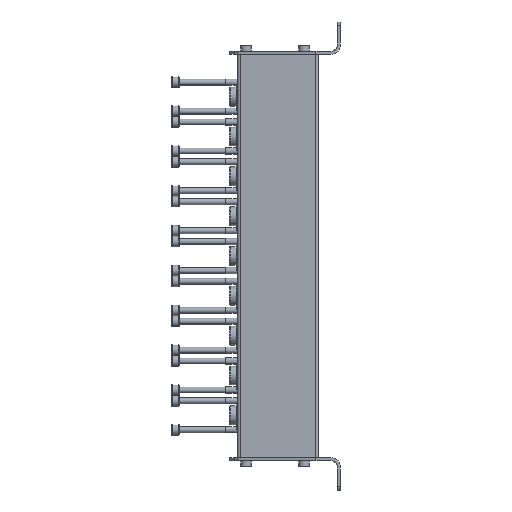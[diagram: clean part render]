
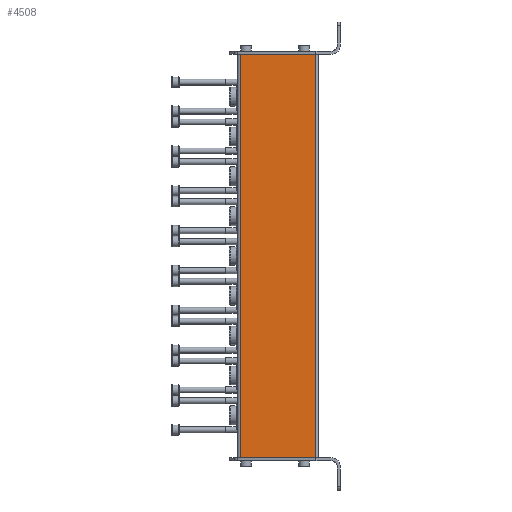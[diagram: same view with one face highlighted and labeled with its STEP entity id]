
A CAD part, left-side view. The second image highlights one B-rep face of the part: STEP entity #4508.
In plain terms, the highlighted planar face has unit normal (-1, 0, 0).
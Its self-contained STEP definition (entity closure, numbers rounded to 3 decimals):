
#304=LINE('',#7227,#542);
#305=LINE('',#7230,#543);
#306=LINE('',#7232,#544);
#307=LINE('',#7234,#545);
#542=VECTOR('',#5532,1000.);
#543=VECTOR('',#5533,1000.);
#544=VECTOR('',#5534,1000.);
#545=VECTOR('',#5535,1000.);
#780=PLANE('',#4886);
#1198=ORIENTED_EDGE('',*,*,#2332,.F.);
#1199=ORIENTED_EDGE('',*,*,#2333,.F.);
#1200=ORIENTED_EDGE('',*,*,#2334,.T.);
#1201=ORIENTED_EDGE('',*,*,#2335,.T.);
#2332=EDGE_CURVE('',#2899,#2900,#304,.T.);
#2333=EDGE_CURVE('',#2901,#2899,#305,.T.);
#2334=EDGE_CURVE('',#2901,#2902,#306,.T.);
#2335=EDGE_CURVE('',#2902,#2900,#307,.T.);
#2899=VERTEX_POINT('',#7228);
#2900=VERTEX_POINT('',#7229);
#2901=VERTEX_POINT('',#7231);
#2902=VERTEX_POINT('',#7233);
#3387=EDGE_LOOP('',(#1198,#1199,#1200,#1201));
#3885=FACE_BOUND('',#3387,.T.);
#4508=ADVANCED_FACE('',(#3885),#780,.T.);
#4886=AXIS2_PLACEMENT_3D('',#7226,#5530,#5531);
#5530=DIRECTION('',(-1.,0.,0.));
#5531=DIRECTION('',(0.,0.,1.));
#5532=DIRECTION('',(0.,-1.,0.));
#5533=DIRECTION('',(0.,0.,1.));
#5534=DIRECTION('',(0.,-1.,0.));
#5535=DIRECTION('',(0.,0.,1.));
#7226=CARTESIAN_POINT('',(-17.,28.,-324.));
#7227=CARTESIAN_POINT('',(-17.,28.,0.));
#7228=CARTESIAN_POINT('',(-17.,28.,0.));
#7229=CARTESIAN_POINT('',(-17.,-33.,0.));
#7230=CARTESIAN_POINT('',(-17.,28.,-324.));
#7231=CARTESIAN_POINT('',(-17.,28.,-324.));
#7232=CARTESIAN_POINT('',(-17.,28.,-324.));
#7233=CARTESIAN_POINT('',(-17.,-33.,-324.));
#7234=CARTESIAN_POINT('',(-17.,-33.,-324.));
